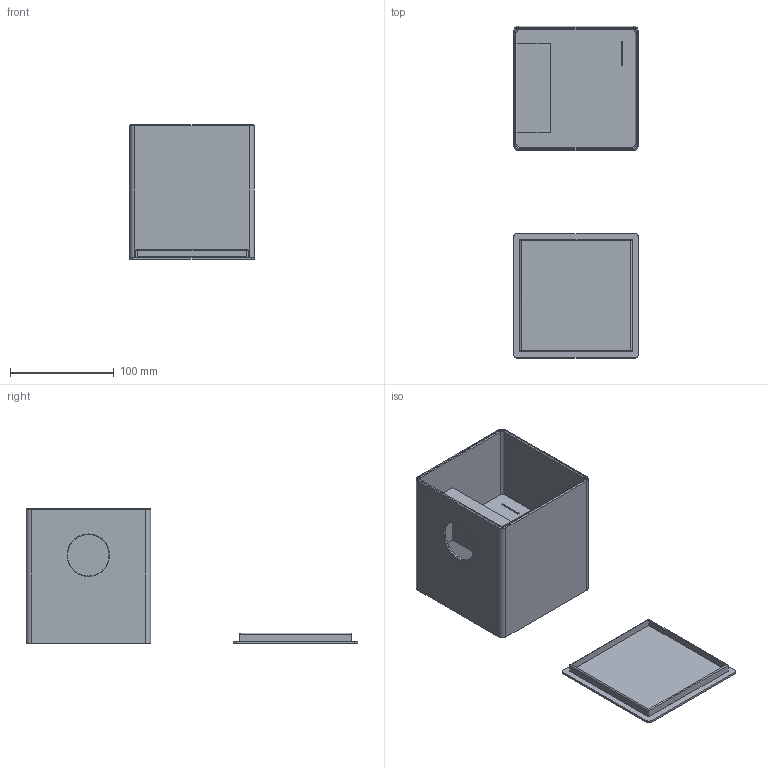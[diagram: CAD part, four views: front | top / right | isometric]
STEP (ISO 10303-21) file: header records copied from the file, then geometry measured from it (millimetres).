
FILE_DESCRIPTION(/* description */ (''),/* implementation_level */ '2;1');
FILE_NAME(/* name */ 'Kinderbastelprojekt, Teo der Topf - Oberteil v10.step',/* time_stamp */ '2023-08-06T15:12:15+02:00',/* author */ (''),/* organization */ (''),/* preprocessor_version */ 'ST-DEVELOPER v20',/* originating_system */ 'Autodesk Translation Framework v12.9.0.99',/* authorisation */ '');
FILE_SCHEMA (('AUTOMOTIVE_DESIGN { 1 0 10303 214 3 1 1 }'));
Length unit declared in the file: millimetre
Products named in the file (1): Kinderbastelprojekt, Teo der Topf
Bounding box: 120 x 319.82 x 130 mm (x, y, z)
Volume: 333144.7 mm3; surface area: 196753.2 mm2
Topology: 2 solids, 2 shells, 95 faces, 232 edges, 146 vertices
Faces by surface type: plane 59, cylinder 27, torus 9
Full cylindrical faces by diameter (mm): 2.8 x1, 12 x1, 40 x1
Entity records: 2803 total; most frequent: DIRECTION 485, CARTESIAN_POINT 474, ORIENTED_EDGE 464, EDGE_CURVE 232, LINE 171, VECTOR 171, AXIS2_PLACEMENT_3D 157, VERTEX_POINT 146
